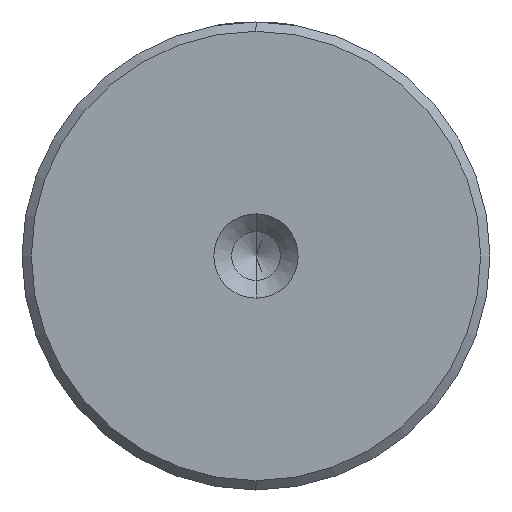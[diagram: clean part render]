
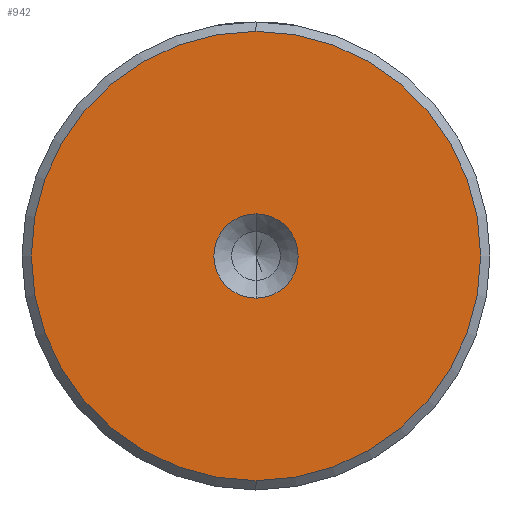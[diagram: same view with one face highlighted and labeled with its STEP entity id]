
A CAD part, left-side view. The second image highlights one B-rep face of the part: STEP entity #942.
In plain terms, the highlighted planar face has unit normal (-1, 0, 0).
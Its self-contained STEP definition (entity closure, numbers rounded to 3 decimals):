
#20 = CIRCLE ( 'NONE', #1629, 2.25 ) ;
#210 = CARTESIAN_POINT ( 'NONE',  ( 0., 0., 2.25 ) ) ;
#251 = CIRCLE ( 'NONE', #1533, 2.25 ) ;
#359 = CARTESIAN_POINT ( 'NONE',  ( 0., 0., 0. ) ) ;
#399 = CARTESIAN_POINT ( 'NONE',  ( 0., 0., -2.25 ) ) ;
#425 = VERTEX_POINT ( 'NONE', #2193 ) ;
#482 = CIRCLE ( 'NONE', #953, 12. ) ;
#517 = AXIS2_PLACEMENT_3D ( 'NONE', #359, #1537, #527 ) ;
#527 = DIRECTION ( 'NONE',  ( 0., 0., 1. ) ) ;
#647 = FACE_BOUND ( 'NONE', #1330, .T. ) ;
#667 = EDGE_CURVE ( 'NONE', #1155, #1562, #20, .T. ) ;
#812 = ORIENTED_EDGE ( 'NONE', *, *, #667, .F. ) ;
#827 = DIRECTION ( 'NONE',  ( -1., 0., 0. ) ) ;
#888 = DIRECTION ( 'NONE',  ( -1., 0., 0. ) ) ;
#942 = ADVANCED_FACE ( 'NONE', ( #1489, #647 ), #949, .T. ) ;
#949 = PLANE ( 'NONE',  #1476 ) ;
#953 = AXIS2_PLACEMENT_3D ( 'NONE', #1848, #827, #2035 ) ;
#959 = ORIENTED_EDGE ( 'NONE', *, *, #1977, .T. ) ;
#1004 = EDGE_CURVE ( 'NONE', #1213, #425, #482, .T. ) ;
#1100 = CARTESIAN_POINT ( 'NONE',  ( 0., 0., -12. ) ) ;
#1155 = VERTEX_POINT ( 'NONE', #399 ) ;
#1213 = VERTEX_POINT ( 'NONE', #1100 ) ;
#1266 = EDGE_LOOP ( 'NONE', ( #1932, #959 ) ) ;
#1271 = CIRCLE ( 'NONE', #517, 12. ) ;
#1330 = EDGE_LOOP ( 'NONE', ( #2155, #812 ) ) ;
#1476 = AXIS2_PLACEMENT_3D ( 'NONE', #1802, #1624, #2168 ) ;
#1489 = FACE_OUTER_BOUND ( 'NONE', #1266, .T. ) ;
#1533 = AXIS2_PLACEMENT_3D ( 'NONE', #1922, #888, #2102 ) ;
#1537 = DIRECTION ( 'NONE',  ( -1., 0., 0. ) ) ;
#1562 = VERTEX_POINT ( 'NONE', #210 ) ;
#1624 = DIRECTION ( 'NONE',  ( -1., 0., 0. ) ) ;
#1629 = AXIS2_PLACEMENT_3D ( 'NONE', #2201, #2192, #2019 ) ;
#1802 = CARTESIAN_POINT ( 'NONE',  ( 0., 0., 0. ) ) ;
#1848 = CARTESIAN_POINT ( 'NONE',  ( 0., 0., 0. ) ) ;
#1922 = CARTESIAN_POINT ( 'NONE',  ( 0., 0., 0. ) ) ;
#1932 = ORIENTED_EDGE ( 'NONE', *, *, #1004, .T. ) ;
#1977 = EDGE_CURVE ( 'NONE', #425, #1213, #1271, .T. ) ;
#2019 = DIRECTION ( 'NONE',  ( 0., 0., 1. ) ) ;
#2035 = DIRECTION ( 'NONE',  ( 0., 0., 1. ) ) ;
#2055 = EDGE_CURVE ( 'NONE', #1562, #1155, #251, .T. ) ;
#2102 = DIRECTION ( 'NONE',  ( 0., 0., 1. ) ) ;
#2155 = ORIENTED_EDGE ( 'NONE', *, *, #2055, .F. ) ;
#2168 = DIRECTION ( 'NONE',  ( 0., 0., 1. ) ) ;
#2192 = DIRECTION ( 'NONE',  ( -1., 0., 0. ) ) ;
#2193 = CARTESIAN_POINT ( 'NONE',  ( 0., 0., 12. ) ) ;
#2201 = CARTESIAN_POINT ( 'NONE',  ( 0., 0., 0. ) ) ;
